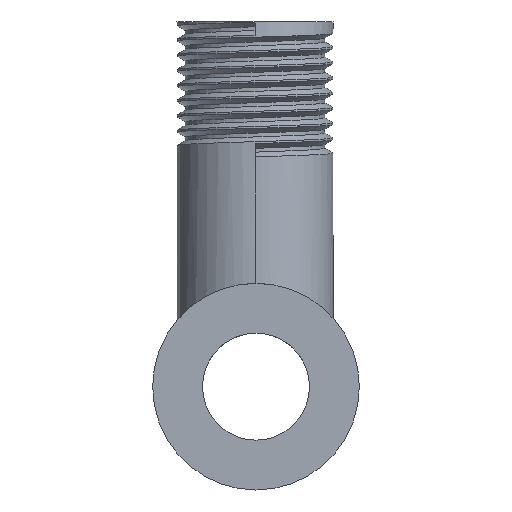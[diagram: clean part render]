
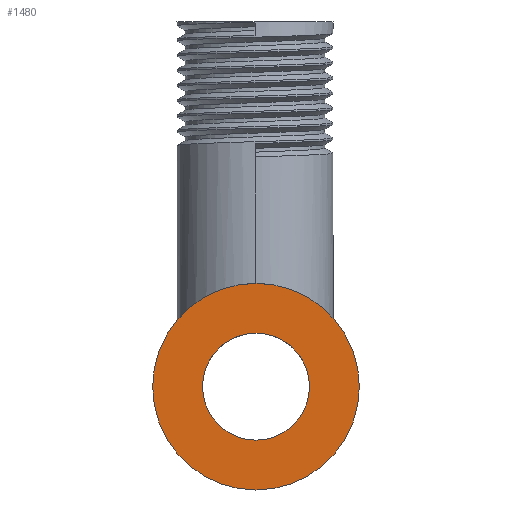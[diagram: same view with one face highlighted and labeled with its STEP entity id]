
A CAD part, left-side view. The second image highlights one B-rep face of the part: STEP entity #1480.
In plain terms, the highlighted planar face has unit normal (-1, 0, 0).
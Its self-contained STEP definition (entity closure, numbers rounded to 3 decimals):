
#7 = DIRECTION ( 'NONE',  ( 0., 0., 1. ) ) ;
#101 = PLANE ( 'NONE',  #1116 ) ;
#179 = CARTESIAN_POINT ( 'NONE',  ( 0., 0., 0. ) ) ;
#239 = CIRCLE ( 'NONE', #2932, 8.5 ) ;
#250 = CARTESIAN_POINT ( 'NONE',  ( 0., 0., 0. ) ) ;
#256 = VERTEX_POINT ( 'NONE', #2873 ) ;
#274 = DIRECTION ( 'NONE',  ( -1., 0., 0. ) ) ;
#287 = AXIS2_PLACEMENT_3D ( 'NONE', #1814, #2340, #2845 ) ;
#323 = CIRCLE ( 'NONE', #3376, 8.5 ) ;
#448 = DIRECTION ( 'NONE',  ( 0., 0., -1. ) ) ;
#784 = VERTEX_POINT ( 'NONE', #2725 ) ;
#813 = DIRECTION ( 'NONE',  ( 0., 0., -1. ) ) ;
#889 = DIRECTION ( 'NONE',  ( 0., 0., -1. ) ) ;
#984 = EDGE_LOOP ( 'NONE', ( #1028, #1314 ) ) ;
#1028 = ORIENTED_EDGE ( 'NONE', *, *, #2159, .F. ) ;
#1098 = AXIS2_PLACEMENT_3D ( 'NONE', #250, #274, #7 ) ;
#1116 = AXIS2_PLACEMENT_3D ( 'NONE', #1424, #1413, #889 ) ;
#1286 = FACE_BOUND ( 'NONE', #1681, .T. ) ;
#1314 = ORIENTED_EDGE ( 'NONE', *, *, #3287, .F. ) ;
#1333 = ORIENTED_EDGE ( 'NONE', *, *, #2701, .F. ) ;
#1413 = DIRECTION ( 'NONE',  ( 1., 0., 0. ) ) ;
#1424 = CARTESIAN_POINT ( 'NONE',  ( 0., 0., 0. ) ) ;
#1448 = FACE_OUTER_BOUND ( 'NONE', #984, .T. ) ;
#1480 = ADVANCED_FACE ( 'NONE', ( #1286, #1448 ), #101, .F. ) ;
#1613 = ORIENTED_EDGE ( 'NONE', *, *, #3328, .F. ) ;
#1614 = DIRECTION ( 'NONE',  ( 1., 0., 0. ) ) ;
#1681 = EDGE_LOOP ( 'NONE', ( #1333, #1613 ) ) ;
#1814 = CARTESIAN_POINT ( 'NONE',  ( 0., 0., 0. ) ) ;
#1943 = CARTESIAN_POINT ( 'NONE',  ( 0., 0., -4.4 ) ) ;
#2031 = DIRECTION ( 'NONE',  ( 1., 0., 0. ) ) ;
#2159 = EDGE_CURVE ( 'NONE', #784, #2911, #239, .T. ) ;
#2340 = DIRECTION ( 'NONE',  ( -1., 0., 0. ) ) ;
#2413 = CARTESIAN_POINT ( 'NONE',  ( 0., 0., 0. ) ) ;
#2701 = EDGE_CURVE ( 'NONE', #256, #2933, #2728, .T. ) ;
#2725 = CARTESIAN_POINT ( 'NONE',  ( 0., 0., 8.5 ) ) ;
#2728 = CIRCLE ( 'NONE', #1098, 4.4 ) ;
#2845 = DIRECTION ( 'NONE',  ( 0., 0., 1. ) ) ;
#2873 = CARTESIAN_POINT ( 'NONE',  ( 0., 0., 4.4 ) ) ;
#2911 = VERTEX_POINT ( 'NONE', #3247 ) ;
#2932 = AXIS2_PLACEMENT_3D ( 'NONE', #2413, #1614, #813 ) ;
#2933 = VERTEX_POINT ( 'NONE', #1943 ) ;
#3064 = CIRCLE ( 'NONE', #287, 4.4 ) ;
#3247 = CARTESIAN_POINT ( 'NONE',  ( 0., 0., -8.5 ) ) ;
#3287 = EDGE_CURVE ( 'NONE', #2911, #784, #323, .T. ) ;
#3328 = EDGE_CURVE ( 'NONE', #2933, #256, #3064, .T. ) ;
#3376 = AXIS2_PLACEMENT_3D ( 'NONE', #179, #2031, #448 ) ;
